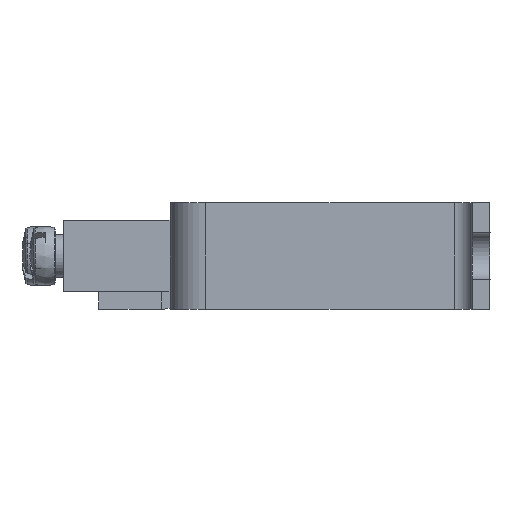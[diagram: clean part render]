
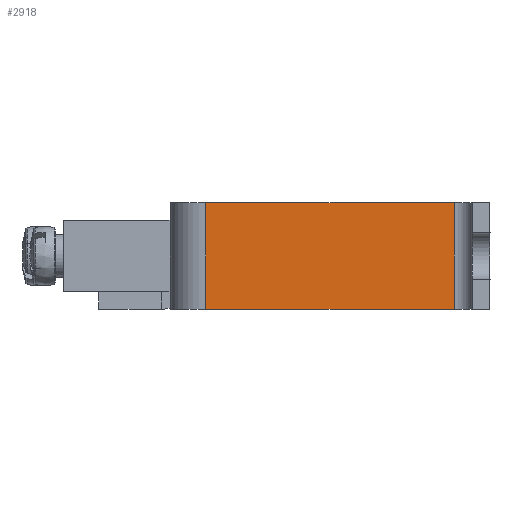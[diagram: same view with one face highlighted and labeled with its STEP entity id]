
A CAD part, left-side view. The second image highlights one B-rep face of the part: STEP entity #2918.
In plain terms, the highlighted planar face has unit normal (-1, 0, 0).
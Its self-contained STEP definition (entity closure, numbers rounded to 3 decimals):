
#363=LINE('',#4720,#529);
#371=LINE('',#4736,#537);
#379=LINE('',#4759,#545);
#380=LINE('',#4763,#546);
#529=VECTOR('',#3732,12.);
#537=VECTOR('',#3746,28.);
#545=VECTOR('',#3778,12.);
#546=VECTOR('',#3785,28.);
#677=PLANE('',#3158);
#916=FACE_OUTER_BOUND('',#1102,.T.);
#1102=EDGE_LOOP('',(#2489,#2490,#2491,#2492));
#1594=VERTEX_POINT('',#4709);
#1595=VERTEX_POINT('',#4713);
#1600=VERTEX_POINT('',#4734);
#1603=VERTEX_POINT('',#4758);
#1915=EDGE_CURVE('',#1594,#1595,#363,.T.);
#1923=EDGE_CURVE('',#1600,#1595,#371,.T.);
#1935=EDGE_CURVE('',#1600,#1603,#379,.T.);
#1938=EDGE_CURVE('',#1594,#1603,#380,.T.);
#2489=ORIENTED_EDGE('',*,*,#1915,.T.);
#2490=ORIENTED_EDGE('',*,*,#1923,.F.);
#2491=ORIENTED_EDGE('',*,*,#1935,.T.);
#2492=ORIENTED_EDGE('',*,*,#1938,.F.);
#2918=ADVANCED_FACE('',(#916),#677,.T.);
#3158=AXIS2_PLACEMENT_3D('',#4770,#3796,#3797);
#3732=DIRECTION('',(0.,-1.,0.));
#3746=DIRECTION('',(0.,0.,-1.));
#3778=DIRECTION('',(0.,1.,0.));
#3785=DIRECTION('',(0.,0.,1.));
#3796=DIRECTION('center_axis',(-1.,0.,0.));
#3797=DIRECTION('ref_axis',(0.,0.,1.));
#4709=CARTESIAN_POINT('',(-113.,6.,-30.));
#4713=CARTESIAN_POINT('',(-113.,-6.,-30.));
#4720=CARTESIAN_POINT('',(-113.,-3.,-30.));
#4734=CARTESIAN_POINT('',(-113.,-6.,-2.));
#4736=CARTESIAN_POINT('',(-113.,-6.,-2.));
#4758=CARTESIAN_POINT('',(-113.,6.,-2.));
#4759=CARTESIAN_POINT('',(-113.,0.,-2.));
#4763=CARTESIAN_POINT('',(-113.,6.,7.048));
#4770=CARTESIAN_POINT('Origin',(-113.,0.,-15.738));
